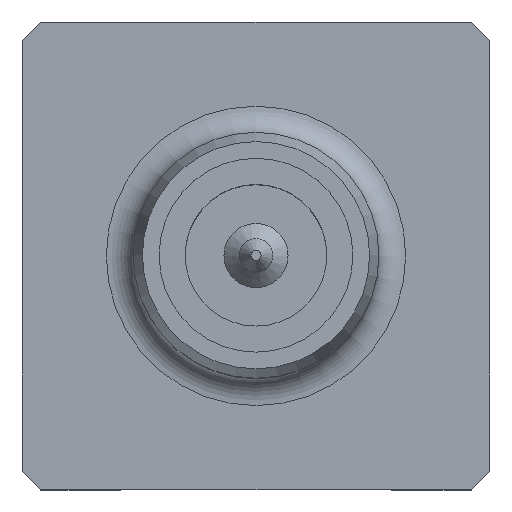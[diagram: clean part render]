
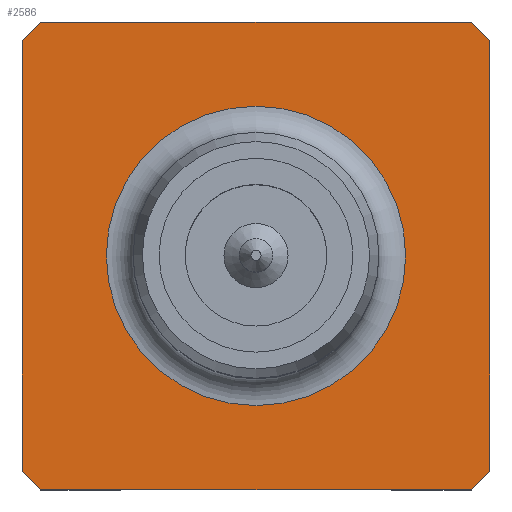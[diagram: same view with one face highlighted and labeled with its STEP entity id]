
A CAD part, top view. The second image highlights one B-rep face of the part: STEP entity #2586.
In plain terms, the highlighted planar face has unit normal (0, 0, 1).
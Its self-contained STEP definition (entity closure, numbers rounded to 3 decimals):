
#20=LINE('',#3386,#212);
#24=LINE('',#3395,#216);
#28=LINE('',#3404,#220);
#32=LINE('',#3413,#224);
#104=LINE('',#3561,#296);
#105=LINE('',#3562,#297);
#106=LINE('',#3563,#298);
#107=LINE('',#3564,#299);
#212=VECTOR('',#2901,1000.);
#216=VECTOR('',#2907,1000.);
#220=VECTOR('',#2913,1000.);
#224=VECTOR('',#2919,1000.);
#296=VECTOR('',#3039,1000.);
#297=VECTOR('',#3040,1000.);
#298=VECTOR('',#3041,1000.);
#299=VECTOR('',#3042,1000.);
#454=PLANE('',#2727);
#668=ORIENTED_EDGE('',*,*,#988,.T.);
#669=ORIENTED_EDGE('',*,*,#1081,.T.);
#670=ORIENTED_EDGE('',*,*,#1009,.T.);
#671=ORIENTED_EDGE('',*,*,#1082,.T.);
#672=ORIENTED_EDGE('',*,*,#997,.T.);
#673=ORIENTED_EDGE('',*,*,#1083,.T.);
#674=ORIENTED_EDGE('',*,*,#1001,.T.);
#675=ORIENTED_EDGE('',*,*,#1084,.T.);
#676=ORIENTED_EDGE('',*,*,#1005,.T.);
#988=EDGE_CURVE('',#1224,#1224,#1396,.F.);
#997=EDGE_CURVE('',#1233,#1234,#20,.F.);
#1001=EDGE_CURVE('',#1237,#1238,#24,.F.);
#1005=EDGE_CURVE('',#1241,#1242,#28,.F.);
#1009=EDGE_CURVE('',#1245,#1246,#32,.F.);
#1081=EDGE_CURVE('',#1242,#1245,#104,.T.);
#1082=EDGE_CURVE('',#1246,#1233,#105,.T.);
#1083=EDGE_CURVE('',#1234,#1237,#106,.T.);
#1084=EDGE_CURVE('',#1238,#1241,#107,.T.);
#1224=VERTEX_POINT('',#3362);
#1233=VERTEX_POINT('',#3387);
#1234=VERTEX_POINT('',#3388);
#1237=VERTEX_POINT('',#3396);
#1238=VERTEX_POINT('',#3397);
#1241=VERTEX_POINT('',#3405);
#1242=VERTEX_POINT('',#3406);
#1245=VERTEX_POINT('',#3414);
#1246=VERTEX_POINT('',#3415);
#1396=CIRCLE('',#2685,2.24);
#1493=EDGE_LOOP('',(#668));
#1494=EDGE_LOOP('',(#669,#670,#671,#672,#673,#674,#675,#676));
#1649=FACE_BOUND('',#1493,.T.);
#1650=FACE_BOUND('',#1494,.T.);
#2586=ADVANCED_FACE('',(#1649,#1650),#454,.T.);
#2685=AXIS2_PLACEMENT_3D('',#3361,#2869,#2870);
#2727=AXIS2_PLACEMENT_3D('',#3560,#3037,#3038);
#2869=DIRECTION('',(0.,0.,1.));
#2870=DIRECTION('',(1.,0.,0.));
#2901=DIRECTION('',(0.707,-0.707,0.));
#2907=DIRECTION('',(0.707,0.707,0.));
#2913=DIRECTION('',(-0.707,0.707,0.));
#2919=DIRECTION('',(-0.707,-0.707,0.));
#3037=DIRECTION('',(0.,0.,1.));
#3038=DIRECTION('',(1.,0.,0.));
#3039=DIRECTION('',(1.,0.,0.));
#3040=DIRECTION('',(0.,1.,0.));
#3041=DIRECTION('',(-1.,0.,0.));
#3042=DIRECTION('',(0.,-1.,0.));
#3361=CARTESIAN_POINT('',(0.,0.,1.76));
#3362=CARTESIAN_POINT('',(2.24,0.,1.76));
#3386=CARTESIAN_POINT('',(3.36,3.36,1.76));
#3387=CARTESIAN_POINT('',(3.5,3.22,1.76));
#3388=CARTESIAN_POINT('',(3.22,3.5,1.76));
#3395=CARTESIAN_POINT('',(-3.36,3.36,1.76));
#3396=CARTESIAN_POINT('',(-3.22,3.5,1.76));
#3397=CARTESIAN_POINT('',(-3.5,3.22,1.76));
#3404=CARTESIAN_POINT('',(-3.36,-3.36,1.76));
#3405=CARTESIAN_POINT('',(-3.5,-3.22,1.76));
#3406=CARTESIAN_POINT('',(-3.22,-3.5,1.76));
#3413=CARTESIAN_POINT('',(3.36,-3.36,1.76));
#3414=CARTESIAN_POINT('',(3.22,-3.5,1.76));
#3415=CARTESIAN_POINT('',(3.5,-3.22,1.76));
#3560=CARTESIAN_POINT('',(0.,0.,1.76));
#3561=CARTESIAN_POINT('',(-3.5,-3.5,1.76));
#3562=CARTESIAN_POINT('',(3.5,-3.5,1.76));
#3563=CARTESIAN_POINT('',(3.5,3.5,1.76));
#3564=CARTESIAN_POINT('',(-3.5,3.5,1.76));
